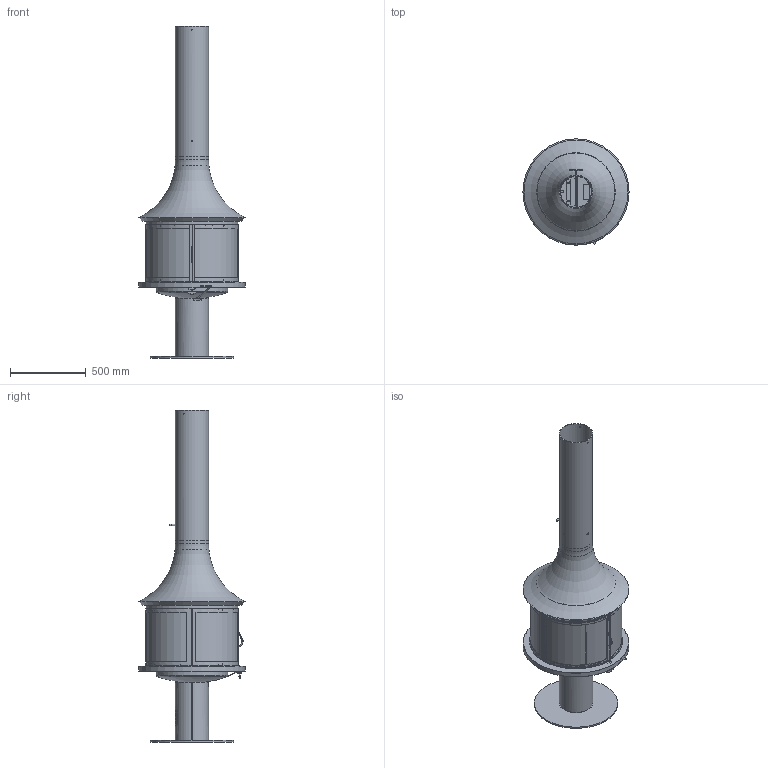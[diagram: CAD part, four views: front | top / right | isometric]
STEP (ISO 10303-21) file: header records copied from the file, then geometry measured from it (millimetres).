
FILE_DESCRIPTION(('STEP AP214'),'1');
FILE_NAME(' sur pied.stp','2017-01-16T07:48:10',(' '),(' '),'Spatial InterOp 3D',' ',' ');
FILE_SCHEMA(('automotive_design'));
Length unit declared in the file: millimetre
Products named in the file (113): vitres; Conduit; Pièce RT 5860; Poignée; Registre 998C; registre; 998 centrale 73; 998 centrale 72; 998 centrale 71; 998 centrale 70; 998 centrale 69; 998 centrale 68; 998 centrale 67; 998 centrale 66; 998 centrale 65; 998 centrale 64; 998 centrale 63; 998 centrale 62; 998 centrale 61; 998 centrale 60; 998 centrale 59; 998 centrale 58; 998 centrale 57; 998 centrale 56; 998 centrale 55; 998 centrale 54; 998 centrale 53; 998 centrale 52; 998 centrale 51; 998 centrale 50; 998 centrale 49; 998 centrale 48; 998 centrale 47; 998 centrale 46; 998 centrale 45; 998 centrale 44; 998 centrale 43; 998 centrale 42; 998 centrale 41; 998 centrale 40 ...
Assembly tree (112 placements, depth 4):
  (unnamed)
    vitres
      vitres
      vitres
      vitres
    Conduit
    Pièce RT 5860
    Poignée
    Registre 998C
    registre
    998 centrale 73
      998 centrale 72
      998 centrale 71
      998 centrale 70
      998 centrale 69
      998 centrale 68
      998 centrale 67
      998 centrale 66
      998 centrale 65
      998 centrale 64
      998 centrale 63
      998 centrale 62
      998 centrale 61
      998 centrale 60
      998 centrale 59
      998 centrale 58
      998 centrale 57
      998 centrale 56
      998 centrale 55
      998 centrale 54
      998 centrale 53
      998 centrale 52
      998 centrale 51
      998 centrale 50
      998 centrale 49
      998 centrale 48
      998 centrale 47
      998 centrale 46
      998 centrale 45
      998 centrale 44
      998 centrale 43
      998 centrale 42
      998 centrale 41
      998 centrale 40
      998 centrale 39
      998 centrale 38
      998 centrale 37
      998 centrale 36
      998 centrale 35
      998 centrale 34
      998 centrale 33
      998 centrale 32
      998 centrale 31
      998 centrale 30
      998 centrale 29
      998 centrale 28
      998 centrale 27
      998 centrale 26
      998 centrale 25
      998 centrale 24
Bounding box: 700 x 700 x 2190 mm (x, y, z)
Volume: 19608647.1 mm3; surface area: 24487958 mm2
Topology: 89 solids, 105 shells, 4435 faces, 11014 edges, 6587 vertices
Faces by surface type: plane 1282, cylinder 979, bspline 977, extrusion 436, sphere 285, torus 262, cone 213, revolution 1
Full cylindrical faces by diameter (mm): 4 x35, 5 x9, 5.5 x12, 5.8 x4, 6 x39, 7 x5, 8 x4, 8.4 x1, 8.5 x2, 10 x9, 10.5 x4, 11.707 x1, 12 x2, 12.078 x1, 12.5 x2, 17 x3, 79.5 x1, 206 x1, 213.1 x1, 216 x1, 219.1 x1, 460 x1, 468 x1, 508 x1, 518 x1, 550 x1, 574 x1, 592 x1, 602 x2, 692 x1
Entity records: 268025 total; most frequent: CARTESIAN_POINT 134893, ORIENTED_EDGE 20761, DIRECTION 17364, EDGE_CURVE 10400, VERTEX_POINT 6509, AXIS2_PLACEMENT_3D 6374, EDGE_LOOP 5123, VECTOR 4615
